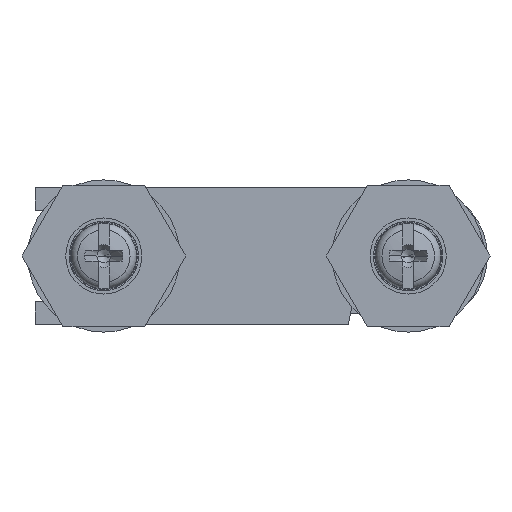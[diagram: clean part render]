
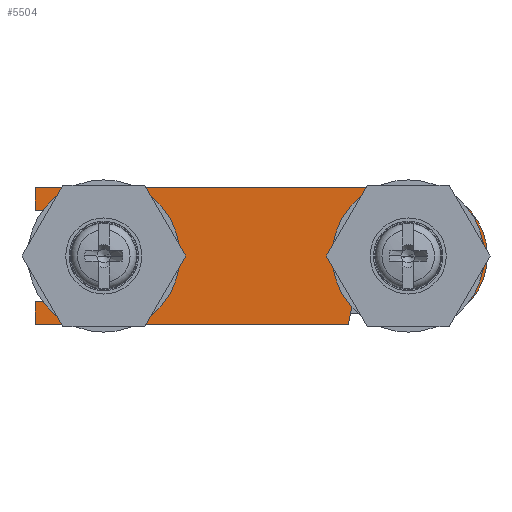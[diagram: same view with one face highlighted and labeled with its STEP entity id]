
A CAD part, front view. The second image highlights one B-rep face of the part: STEP entity #5504.
In plain terms, the highlighted planar face has unit normal (0, -1, 0).
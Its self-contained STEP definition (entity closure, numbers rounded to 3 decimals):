
#816=DIRECTION('',(-1.,0.,0.));
#817=VECTOR('',#816,9.);
#818=CARTESIAN_POINT('',(0.,-9.1,-6.));
#819=LINE('',#818,#817);
#832=CARTESIAN_POINT('',(0.,-9.1,0.));
#833=DIRECTION('',(0.,-1.,0.));
#834=DIRECTION('',(0.,0.,-1.));
#835=AXIS2_PLACEMENT_3D('',#832,#833,#834);
#837=CARTESIAN_POINT('',(0.,-9.1,0.));
#838=DIRECTION('',(0.,-1.,0.));
#839=DIRECTION('',(1.,0.,0.));
#840=AXIS2_PLACEMENT_3D('',#837,#838,#839);
#842=CARTESIAN_POINT('',(41.4,-9.1,0.));
#843=DIRECTION('',(0.,1.,0.));
#844=DIRECTION('',(0.,0.,1.));
#845=AXIS2_PLACEMENT_3D('',#842,#843,#844);
#847=CARTESIAN_POINT('',(41.4,-9.1,0.));
#848=DIRECTION('',(0.,1.,0.));
#849=DIRECTION('',(1.,0.,0.));
#850=AXIS2_PLACEMENT_3D('',#847,#848,#849);
#852=DIRECTION('',(-0.191,0.,0.982));
#853=VECTOR('',#852,7.987);
#854=CARTESIAN_POINT('',(47.414,-9.1,-6.696));
#855=LINE('',#854,#853);
#856=CARTESIAN_POINT('',(40.,-9.1,0.));
#857=DIRECTION('',(0.,-1.,0.));
#858=DIRECTION('',(0.982,0.,0.191));
#859=AXIS2_PLACEMENT_3D('',#856,#857,#858);
#861=DIRECTION('',(-0.191,0.,-0.982));
#862=VECTOR('',#861,10.335);
#863=CARTESIAN_POINT('',(34.11,-9.1,1.145));
#864=LINE('',#863,#862);
#877=DIRECTION('',(1.,0.,0.));
#878=VECTOR('',#877,9.);
#879=CARTESIAN_POINT('',(-9.,-9.1,6.));
#880=LINE('',#879,#878);
#2642=DIRECTION('',(0.,0.,-1.));
#2643=VECTOR('',#2642,3.);
#2644=CARTESIAN_POINT('',(-9.,-9.1,-6.));
#2645=LINE('',#2644,#2643);
#2650=DIRECTION('',(1.,0.,0.));
#2651=VECTOR('',#2650,41.138);
#2652=CARTESIAN_POINT('',(-9.,-9.1,-9.));
#2653=LINE('',#2652,#2651);
#2674=DIRECTION('',(-1.,0.,0.));
#2675=VECTOR('',#2674,50.4);
#2676=CARTESIAN_POINT('',(41.4,-9.1,9.));
#2677=LINE('',#2676,#2675);
#2686=DIRECTION('',(0.,0.,-1.));
#2687=VECTOR('',#2686,3.);
#2688=CARTESIAN_POINT('',(-9.,-9.1,9.));
#2689=LINE('',#2688,#2687);
#3676=CARTESIAN_POINT('',(0.,-9.1,-6.));
#3677=CARTESIAN_POINT('',(6.,-9.1,0.));
#3678=VERTEX_POINT('',#3676);
#3679=VERTEX_POINT('',#3677);
#3680=CARTESIAN_POINT('',(0.,-9.1,6.));
#3681=VERTEX_POINT('',#3680);
#3682=CARTESIAN_POINT('',(-9.,-9.1,9.));
#3683=CARTESIAN_POINT('',(-9.,-9.1,6.));
#3684=VERTEX_POINT('',#3682);
#3685=VERTEX_POINT('',#3683);
#3686=CARTESIAN_POINT('',(41.4,-9.1,9.));
#3687=CARTESIAN_POINT('',(50.4,-9.1,0.));
#3688=VERTEX_POINT('',#3686);
#3689=VERTEX_POINT('',#3687);
#3690=CARTESIAN_POINT('',(47.414,-9.1,-6.696));
#3691=VERTEX_POINT('',#3690);
#3692=CARTESIAN_POINT('',(45.89,-9.1,1.145));
#3693=VERTEX_POINT('',#3692);
#3694=CARTESIAN_POINT('',(34.11,-9.1,1.145));
#3695=VERTEX_POINT('',#3694);
#3696=CARTESIAN_POINT('',(32.138,-9.1,-9.));
#3697=VERTEX_POINT('',#3696);
#3698=CARTESIAN_POINT('',(-9.,-9.1,-6.));
#3699=CARTESIAN_POINT('',(-9.,-9.1,-9.));
#3700=VERTEX_POINT('',#3698);
#3701=VERTEX_POINT('',#3699);
#5473=CARTESIAN_POINT('',(20.7,-9.1,0.));
#5474=DIRECTION('',(0.,1.,0.));
#5475=DIRECTION('',(1.,0.,0.));
#5476=AXIS2_PLACEMENT_3D('',#5473,#5474,#5475);
#5477=PLANE('',#5476);
#5479=ORIENTED_EDGE('',*,*,#5478,.T.);
#5481=ORIENTED_EDGE('',*,*,#5480,.T.);
#5483=ORIENTED_EDGE('',*,*,#5482,.F.);
#5485=ORIENTED_EDGE('',*,*,#5484,.F.);
#5487=ORIENTED_EDGE('',*,*,#5486,.F.);
#5489=ORIENTED_EDGE('',*,*,#5488,.T.);
#5491=ORIENTED_EDGE('',*,*,#5490,.T.);
#5493=ORIENTED_EDGE('',*,*,#5492,.T.);
#5494=ORIENTED_EDGE('',*,*,#4445,.T.);
#5496=ORIENTED_EDGE('',*,*,#5495,.T.);
#5498=ORIENTED_EDGE('',*,*,#5497,.F.);
#5500=ORIENTED_EDGE('',*,*,#5499,.F.);
#5501=ORIENTED_EDGE('',*,*,#5456,.F.);
#5502=EDGE_LOOP('',(#5479,#5481,#5483,#5485,#5487,#5489,#5491,#5493,#5494,#5496,
#5498,#5500,#5501));
#5503=FACE_OUTER_BOUND('',#5502,.F.);
#836=CIRCLE('',#835,6.);
#841=CIRCLE('',#840,6.);
#846=CIRCLE('',#845,9.);
#851=CIRCLE('',#850,9.);
#860=CIRCLE('',#859,6.);
#4445=EDGE_CURVE('',#3693,#3695,#860,.T.);
#5456=EDGE_CURVE('',#3678,#3700,#819,.T.);
#5478=EDGE_CURVE('',#3678,#3679,#836,.T.);
#5480=EDGE_CURVE('',#3679,#3681,#841,.T.);
#5482=EDGE_CURVE('',#3685,#3681,#880,.T.);
#5484=EDGE_CURVE('',#3684,#3685,#2689,.T.);
#5486=EDGE_CURVE('',#3688,#3684,#2677,.T.);
#5488=EDGE_CURVE('',#3688,#3689,#846,.T.);
#5490=EDGE_CURVE('',#3689,#3691,#851,.T.);
#5492=EDGE_CURVE('',#3691,#3693,#855,.T.);
#5495=EDGE_CURVE('',#3695,#3697,#864,.T.);
#5497=EDGE_CURVE('',#3701,#3697,#2653,.T.);
#5499=EDGE_CURVE('',#3700,#3701,#2645,.T.);
#5504=ADVANCED_FACE('',(#5503),#5477,.F.);
